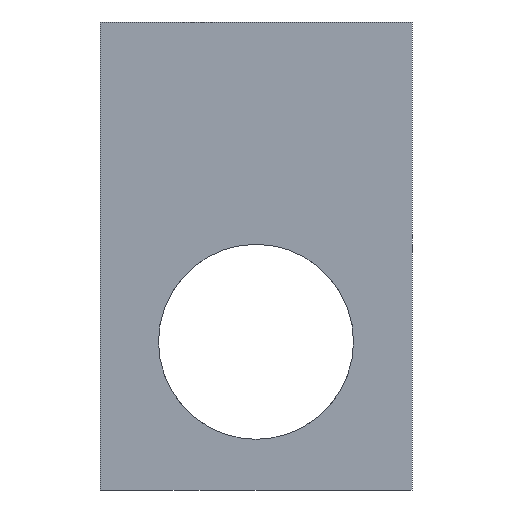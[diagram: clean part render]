
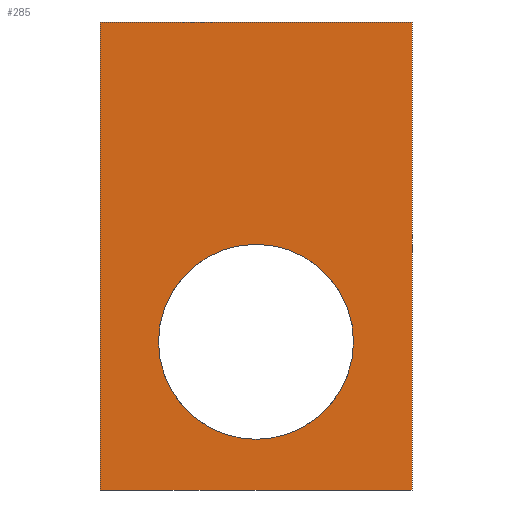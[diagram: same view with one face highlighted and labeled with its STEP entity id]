
A CAD part, front view. The second image highlights one B-rep face of the part: STEP entity #285.
In plain terms, the highlighted planar face has unit normal (0, -1, 0).
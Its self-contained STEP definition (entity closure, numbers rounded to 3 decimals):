
#8 = ORIENTED_EDGE ( 'NONE', *, *, #480, .T. ) ;
#36 = DIRECTION ( 'NONE',  ( 0., 0., -1. ) ) ;
#48 = VERTEX_POINT ( 'NONE', #300 ) ;
#53 = CARTESIAN_POINT ( 'NONE',  ( 0., 0., -5.7 ) ) ;
#56 = FACE_BOUND ( 'NONE', #295, .T. ) ;
#64 = ORIENTED_EDGE ( 'NONE', *, *, #161, .T. ) ;
#88 = DIRECTION ( 'NONE',  ( 0., 1., 0. ) ) ;
#99 = CARTESIAN_POINT ( 'NONE',  ( -4., 0., -12. ) ) ;
#112 = VERTEX_POINT ( 'NONE', #310 ) ;
#115 = CARTESIAN_POINT ( 'NONE',  ( 4., 0., -12. ) ) ;
#120 = DIRECTION ( 'NONE',  ( 1., 0., 0. ) ) ;
#127 = VECTOR ( 'NONE', #269, 1000. ) ;
#154 = VERTEX_POINT ( 'NONE', #369 ) ;
#161 = EDGE_CURVE ( 'NONE', #360, #454, #551, .T. ) ;
#175 = EDGE_CURVE ( 'NONE', #112, #48, #686, .T. ) ;
#178 = EDGE_LOOP ( 'NONE', ( #283, #315, #562, #8 ) ) ;
#180 = AXIS2_PLACEMENT_3D ( 'NONE', #365, #184, #363 ) ;
#184 = DIRECTION ( 'NONE',  ( 0., 1., 0. ) ) ;
#185 = FACE_OUTER_BOUND ( 'NONE', #178, .T. ) ;
#238 = VECTOR ( 'NONE', #691, 1000. ) ;
#262 = AXIS2_PLACEMENT_3D ( 'NONE', #272, #88, #559 ) ;
#269 = DIRECTION ( 'NONE',  ( 0., 0., 1. ) ) ;
#272 = CARTESIAN_POINT ( 'NONE',  ( 0., 0., -8.2 ) ) ;
#283 = ORIENTED_EDGE ( 'NONE', *, *, #450, .F. ) ;
#285 = ADVANCED_FACE ( 'NONE', ( #56, #185 ), #606, .T. ) ;
#289 = VECTOR ( 'NONE', #445, 1000. ) ;
#295 = EDGE_LOOP ( 'NONE', ( #460, #64 ) ) ;
#300 = CARTESIAN_POINT ( 'NONE',  ( -4., 0., 0. ) ) ;
#310 = CARTESIAN_POINT ( 'NONE',  ( -4., 0., -12. ) ) ;
#315 = ORIENTED_EDGE ( 'NONE', *, *, #175, .F. ) ;
#358 = CIRCLE ( 'NONE', #180, 2.5 ) ;
#360 = VERTEX_POINT ( 'NONE', #384 ) ;
#363 = DIRECTION ( 'NONE',  ( 0., 0., 1. ) ) ;
#365 = CARTESIAN_POINT ( 'NONE',  ( 0., 0., -8.2 ) ) ;
#369 = CARTESIAN_POINT ( 'NONE',  ( 4., 0., -12. ) ) ;
#380 = DIRECTION ( 'NONE',  ( 0., -1., 0. ) ) ;
#384 = CARTESIAN_POINT ( 'NONE',  ( 0., 0., -10.7 ) ) ;
#394 = CARTESIAN_POINT ( 'NONE',  ( 4., 0., 0. ) ) ;
#401 = CARTESIAN_POINT ( 'NONE',  ( 0., 0., -12. ) ) ;
#445 = DIRECTION ( 'NONE',  ( 0., 0., 1. ) ) ;
#450 = EDGE_CURVE ( 'NONE', #48, #505, #536, .T. ) ;
#454 = VERTEX_POINT ( 'NONE', #53 ) ;
#460 = ORIENTED_EDGE ( 'NONE', *, *, #626, .T. ) ;
#480 = EDGE_CURVE ( 'NONE', #154, #505, #705, .T. ) ;
#505 = VERTEX_POINT ( 'NONE', #394 ) ;
#529 = EDGE_CURVE ( 'NONE', #112, #154, #693, .T. ) ;
#536 = LINE ( 'NONE', #575, #238 ) ;
#551 = CIRCLE ( 'NONE', #262, 2.5 ) ;
#559 = DIRECTION ( 'NONE',  ( 0., 0., 1. ) ) ;
#562 = ORIENTED_EDGE ( 'NONE', *, *, #529, .T. ) ;
#572 = VECTOR ( 'NONE', #120, 1000. ) ;
#575 = CARTESIAN_POINT ( 'NONE',  ( 0., 0., 0. ) ) ;
#606 = PLANE ( 'NONE',  #712 ) ;
#626 = EDGE_CURVE ( 'NONE', #454, #360, #358, .T. ) ;
#686 = LINE ( 'NONE', #99, #127 ) ;
#691 = DIRECTION ( 'NONE',  ( 1., 0., 0. ) ) ;
#693 = LINE ( 'NONE', #401, #572 ) ;
#705 = LINE ( 'NONE', #115, #289 ) ;
#712 = AXIS2_PLACEMENT_3D ( 'NONE', #733, #380, #36 ) ;
#733 = CARTESIAN_POINT ( 'NONE',  ( 0., 0., -12. ) ) ;
